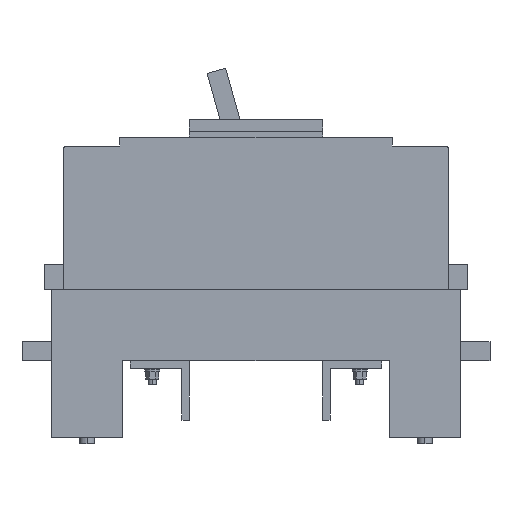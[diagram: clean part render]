
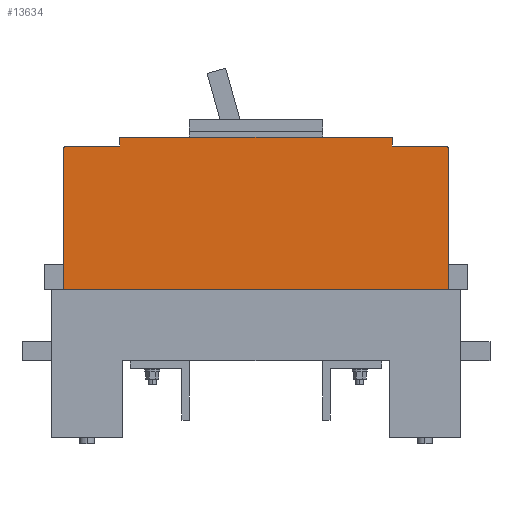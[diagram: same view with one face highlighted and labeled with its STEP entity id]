
A CAD part, left-side view. The second image highlights one B-rep face of the part: STEP entity #13634.
In plain terms, the highlighted planar face has unit normal (-1, 0, 0).
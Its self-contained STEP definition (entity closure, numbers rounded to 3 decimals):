
#62 = VERTEX_POINT ( 'NONE', #22027 ) ;
#405 = LINE ( 'NONE', #1570, #20489 ) ;
#1115 = EDGE_CURVE ( 'NONE', #23190, #12282, #15409, .T. ) ;
#1285 = ORIENTED_EDGE ( 'NONE', *, *, #23917, .F. ) ;
#1570 = CARTESIAN_POINT ( 'NONE',  ( -70., 130., 103. ) ) ;
#1770 = VECTOR ( 'NONE', #5435, 1000. ) ;
#1798 = CIRCLE ( 'NONE', #21606, 2. ) ;
#2136 = DIRECTION ( 'NONE',  ( 0., -1., 0. ) ) ;
#2213 = VERTEX_POINT ( 'NONE', #25129 ) ;
#2416 = EDGE_CURVE ( 'NONE', #4805, #21641, #14580, .T. ) ;
#2488 = VERTEX_POINT ( 'NONE', #10482 ) ;
#3480 = VERTEX_POINT ( 'NONE', #10273 ) ;
#3489 = CARTESIAN_POINT ( 'NONE',  ( -70., 128., 95. ) ) ;
#3533 = DIRECTION ( 'NONE',  ( 0., 0., -1. ) ) ;
#3645 = PLANE ( 'NONE',  #5392 ) ;
#3944 = DIRECTION ( 'NONE',  ( 0., 0., 1. ) ) ;
#3974 = EDGE_LOOP ( 'NONE', ( #1285, #24260, #16294, #11290, #6291, #12184, #14522, #23831, #4352, #21306 ) ) ;
#4352 = ORIENTED_EDGE ( 'NONE', *, *, #22338, .T. ) ;
#4805 = VERTEX_POINT ( 'NONE', #6134 ) ;
#5392 = AXIS2_PLACEMENT_3D ( 'NONE', #19209, #7552, #21140 ) ;
#5435 = DIRECTION ( 'NONE',  ( 0., 0., -1. ) ) ;
#5454 = DIRECTION ( 'NONE',  ( 0., 1., 0. ) ) ;
#5526 = VERTEX_POINT ( 'NONE', #15002 ) ;
#5685 = EDGE_CURVE ( 'NONE', #23190, #21641, #9047, .T. ) ;
#6034 = EDGE_CURVE ( 'NONE', #62, #4805, #12703, .T. ) ;
#6059 = LINE ( 'NONE', #7907, #16361 ) ;
#6134 = CARTESIAN_POINT ( 'NONE',  ( -70., 92., 103. ) ) ;
#6163 = EDGE_CURVE ( 'NONE', #5526, #12282, #18799, .T. ) ;
#6291 = ORIENTED_EDGE ( 'NONE', *, *, #2416, .F. ) ;
#6827 = FACE_OUTER_BOUND ( 'NONE', #3974, .T. ) ;
#7330 = DIRECTION ( 'NONE',  ( -1., 0., 0. ) ) ;
#7495 = CARTESIAN_POINT ( 'NONE',  ( -70., 130., 97. ) ) ;
#7552 = DIRECTION ( 'NONE',  ( 1., 0., 0. ) ) ;
#7907 = CARTESIAN_POINT ( 'NONE',  ( -70., 130., 0. ) ) ;
#8363 = CARTESIAN_POINT ( 'NONE',  ( -70., 130., 103. ) ) ;
#8507 = CARTESIAN_POINT ( 'NONE',  ( -70., -128., 97. ) ) ;
#8707 = EDGE_CURVE ( 'NONE', #2488, #3480, #6059, .T. ) ;
#9047 = LINE ( 'NONE', #17547, #13591 ) ;
#9577 = EDGE_CURVE ( 'NONE', #24602, #62, #19697, .T. ) ;
#10260 = VECTOR ( 'NONE', #20152, 1000. ) ;
#10273 = CARTESIAN_POINT ( 'NONE',  ( -70., -130., 0. ) ) ;
#10482 = CARTESIAN_POINT ( 'NONE',  ( -70., 130., 0. ) ) ;
#10809 = DIRECTION ( 'NONE',  ( 0., 0., 1. ) ) ;
#11290 = ORIENTED_EDGE ( 'NONE', *, *, #5685, .T. ) ;
#12129 = CARTESIAN_POINT ( 'NONE',  ( -70., -130., 97. ) ) ;
#12184 = ORIENTED_EDGE ( 'NONE', *, *, #6034, .F. ) ;
#12267 = DIRECTION ( 'NONE',  ( 0., -1., 0. ) ) ;
#12282 = VERTEX_POINT ( 'NONE', #8507 ) ;
#12703 = LINE ( 'NONE', #20513, #17261 ) ;
#13534 = CARTESIAN_POINT ( 'NONE',  ( -70., 128., 97. ) ) ;
#13591 = VECTOR ( 'NONE', #3944, 1000. ) ;
#13634 = ADVANCED_FACE ( 'NONE', ( #6827 ), #3645, .F. ) ;
#14522 = ORIENTED_EDGE ( 'NONE', *, *, #9577, .F. ) ;
#14580 = LINE ( 'NONE', #8363, #24916 ) ;
#15002 = CARTESIAN_POINT ( 'NONE',  ( -70., -130., 95. ) ) ;
#15409 = LINE ( 'NONE', #12129, #10260 ) ;
#16119 = AXIS2_PLACEMENT_3D ( 'NONE', #18977, #7330, #20935 ) ;
#16294 = ORIENTED_EDGE ( 'NONE', *, *, #1115, .F. ) ;
#16361 = VECTOR ( 'NONE', #2136, 1000. ) ;
#17083 = DIRECTION ( 'NONE',  ( -1., 0., 0. ) ) ;
#17261 = VECTOR ( 'NONE', #10809, 1000. ) ;
#17285 = LINE ( 'NONE', #19040, #1770 ) ;
#17547 = CARTESIAN_POINT ( 'NONE',  ( -70., -92., 97. ) ) ;
#18799 = CIRCLE ( 'NONE', #16119, 2. ) ;
#18977 = CARTESIAN_POINT ( 'NONE',  ( -70., -128., 95. ) ) ;
#19040 = CARTESIAN_POINT ( 'NONE',  ( -70., -130., 103. ) ) ;
#19209 = CARTESIAN_POINT ( 'NONE',  ( -70., 130., 103. ) ) ;
#19697 = LINE ( 'NONE', #7495, #24255 ) ;
#20152 = DIRECTION ( 'NONE',  ( 0., -1., 0. ) ) ;
#20489 = VECTOR ( 'NONE', #3533, 1000. ) ;
#20513 = CARTESIAN_POINT ( 'NONE',  ( -70., 92., 97. ) ) ;
#20703 = EDGE_CURVE ( 'NONE', #24602, #2213, #1798, .T. ) ;
#20935 = DIRECTION ( 'NONE',  ( 0., 1., 0. ) ) ;
#21140 = DIRECTION ( 'NONE',  ( 0., 1., 0. ) ) ;
#21306 = ORIENTED_EDGE ( 'NONE', *, *, #8707, .T. ) ;
#21606 = AXIS2_PLACEMENT_3D ( 'NONE', #3489, #17083, #5454 ) ;
#21641 = VERTEX_POINT ( 'NONE', #24324 ) ;
#22027 = CARTESIAN_POINT ( 'NONE',  ( -70., 92., 97. ) ) ;
#22338 = EDGE_CURVE ( 'NONE', #2213, #2488, #405, .T. ) ;
#23049 = DIRECTION ( 'NONE',  ( 0., -1., 0. ) ) ;
#23190 = VERTEX_POINT ( 'NONE', #23754 ) ;
#23754 = CARTESIAN_POINT ( 'NONE',  ( -70., -92., 97. ) ) ;
#23831 = ORIENTED_EDGE ( 'NONE', *, *, #20703, .T. ) ;
#23917 = EDGE_CURVE ( 'NONE', #5526, #3480, #17285, .T. ) ;
#24255 = VECTOR ( 'NONE', #23049, 1000. ) ;
#24260 = ORIENTED_EDGE ( 'NONE', *, *, #6163, .T. ) ;
#24324 = CARTESIAN_POINT ( 'NONE',  ( -70., -92., 103. ) ) ;
#24602 = VERTEX_POINT ( 'NONE', #13534 ) ;
#24916 = VECTOR ( 'NONE', #12267, 1000. ) ;
#25129 = CARTESIAN_POINT ( 'NONE',  ( -70., 130., 95. ) ) ;
